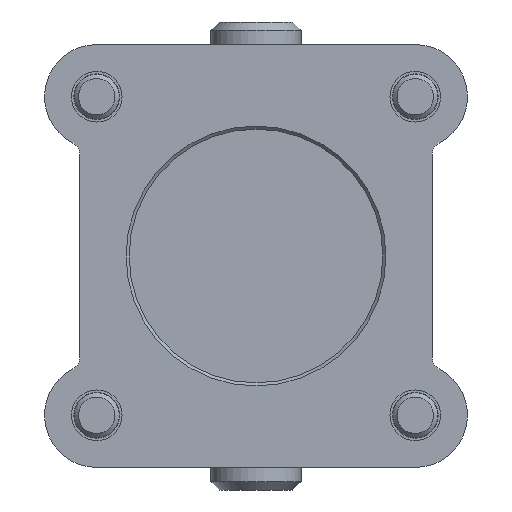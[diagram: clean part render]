
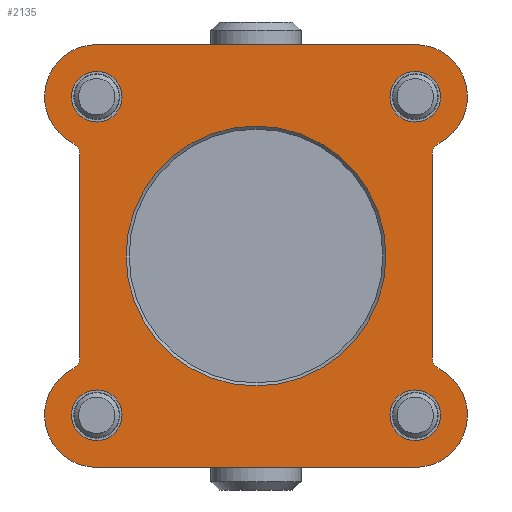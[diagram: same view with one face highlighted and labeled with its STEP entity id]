
A CAD part, front view. The second image highlights one B-rep face of the part: STEP entity #2135.
In plain terms, the highlighted planar face has unit normal (0, -1, 0).
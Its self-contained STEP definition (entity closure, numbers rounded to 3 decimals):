
#159=CIRCLE('',#2327,9.25);
#161=CIRCLE('',#2330,2.25);
#163=CIRCLE('',#2334,2.25);
#165=CIRCLE('',#2337,9.25);
#167=CIRCLE('',#2340,9.25);
#169=CIRCLE('',#2343,2.25);
#171=CIRCLE('',#2347,2.25);
#174=CIRCLE('',#2351,4.5);
#176=CIRCLE('',#2354,4.5);
#178=CIRCLE('',#2357,4.5);
#180=CIRCLE('',#2360,4.5);
#181=CIRCLE('',#2362,9.25);
#183=CIRCLE('',#2365,23.05);
#416=ORIENTED_EDGE('',*,*,#984,.F.);
#417=ORIENTED_EDGE('',*,*,#981,.T.);
#418=ORIENTED_EDGE('',*,*,#979,.T.);
#419=ORIENTED_EDGE('',*,*,#977,.T.);
#420=ORIENTED_EDGE('',*,*,#975,.T.);
#421=ORIENTED_EDGE('',*,*,#882,.F.);
#422=ORIENTED_EDGE('',*,*,#982,.F.);
#423=ORIENTED_EDGE('',*,*,#971,.T.);
#424=ORIENTED_EDGE('',*,*,#965,.F.);
#425=ORIENTED_EDGE('',*,*,#962,.T.);
#426=ORIENTED_EDGE('',*,*,#959,.F.);
#427=ORIENTED_EDGE('',*,*,#890,.F.);
#428=ORIENTED_EDGE('',*,*,#957,.F.);
#429=ORIENTED_EDGE('',*,*,#954,.T.);
#430=ORIENTED_EDGE('',*,*,#948,.F.);
#431=ORIENTED_EDGE('',*,*,#945,.T.);
#432=ORIENTED_EDGE('',*,*,#942,.F.);
#882=EDGE_CURVE('',#1179,#1180,#1387,.T.);
#890=EDGE_CURVE('',#1187,#1188,#1395,.T.);
#942=EDGE_CURVE('',#1180,#1231,#159,.T.);
#945=EDGE_CURVE('',#1233,#1231,#161,.T.);
#948=EDGE_CURVE('',#1233,#1235,#1431,.T.);
#954=EDGE_CURVE('',#1239,#1235,#163,.T.);
#957=EDGE_CURVE('',#1239,#1187,#165,.T.);
#959=EDGE_CURVE('',#1188,#1241,#167,.T.);
#962=EDGE_CURVE('',#1243,#1241,#169,.T.);
#965=EDGE_CURVE('',#1243,#1245,#1440,.T.);
#971=EDGE_CURVE('',#1249,#1245,#171,.T.);
#975=EDGE_CURVE('',#1252,#1252,#174,.T.);
#977=EDGE_CURVE('',#1254,#1254,#176,.T.);
#979=EDGE_CURVE('',#1256,#1256,#178,.T.);
#981=EDGE_CURVE('',#1258,#1258,#180,.T.);
#982=EDGE_CURVE('',#1249,#1179,#181,.T.);
#984=EDGE_CURVE('',#1259,#1259,#183,.T.);
#1179=VERTEX_POINT('',#3306);
#1180=VERTEX_POINT('',#3308);
#1187=VERTEX_POINT('',#3323);
#1188=VERTEX_POINT('',#3325);
#1231=VERTEX_POINT('',#3430);
#1233=VERTEX_POINT('',#3436);
#1235=VERTEX_POINT('',#3442);
#1239=VERTEX_POINT('',#3453);
#1241=VERTEX_POINT('',#3462);
#1243=VERTEX_POINT('',#3468);
#1245=VERTEX_POINT('',#3474);
#1249=VERTEX_POINT('',#3485);
#1252=VERTEX_POINT('',#3493);
#1254=VERTEX_POINT('',#3498);
#1256=VERTEX_POINT('',#3503);
#1258=VERTEX_POINT('',#3508);
#1259=VERTEX_POINT('',#3514);
#1387=LINE('',#3307,#1533);
#1395=LINE('',#3324,#1541);
#1431=LINE('',#3441,#1577);
#1440=LINE('',#3473,#1586);
#1533=VECTOR('',#2588,1000.);
#1541=VECTOR('',#2598,1000.);
#1577=VECTOR('',#2702,1000.);
#1586=VECTOR('',#2737,1000.);
#1708=EDGE_LOOP('',(#416));
#1709=EDGE_LOOP('',(#417));
#1710=EDGE_LOOP('',(#418));
#1711=EDGE_LOOP('',(#419));
#1712=EDGE_LOOP('',(#420));
#1713=EDGE_LOOP('',(#421,#422,#423,#424,#425,#426,#427,#428,#429,#430,#431,
#432));
#1894=FACE_BOUND('',#1708,.T.);
#1895=FACE_BOUND('',#1709,.T.);
#1896=FACE_BOUND('',#1710,.T.);
#1897=FACE_BOUND('',#1711,.T.);
#1898=FACE_BOUND('',#1712,.T.);
#1899=FACE_BOUND('',#1713,.T.);
#2061=PLANE('',#2364);
#2135=ADVANCED_FACE('',(#1894,#1895,#1896,#1897,#1898,#1899),#2061,.F.);
#2327=AXIS2_PLACEMENT_3D('',#3429,#2688,#2689);
#2330=AXIS2_PLACEMENT_3D('',#3435,#2695,#2696);
#2334=AXIS2_PLACEMENT_3D('',#3452,#2710,#2711);
#2337=AXIS2_PLACEMENT_3D('',#3458,#2717,#2718);
#2340=AXIS2_PLACEMENT_3D('',#3461,#2723,#2724);
#2343=AXIS2_PLACEMENT_3D('',#3467,#2730,#2731);
#2347=AXIS2_PLACEMENT_3D('',#3484,#2745,#2746);
#2351=AXIS2_PLACEMENT_3D('',#3492,#2754,#2755);
#2354=AXIS2_PLACEMENT_3D('',#3497,#2760,#2761);
#2357=AXIS2_PLACEMENT_3D('',#3502,#2766,#2767);
#2360=AXIS2_PLACEMENT_3D('',#3507,#2772,#2773);
#2362=AXIS2_PLACEMENT_3D('',#3510,#2776,#2777);
#2364=AXIS2_PLACEMENT_3D('',#3512,#2780,#2781);
#2365=AXIS2_PLACEMENT_3D('',#3513,#2782,#2783);
#2588=DIRECTION('',(-1.,0.,0.));
#2598=DIRECTION('',(1.,0.,0.));
#2688=DIRECTION('',(0.,1.,0.));
#2689=DIRECTION('',(1.,0.,0.));
#2695=DIRECTION('',(0.,1.,0.));
#2696=DIRECTION('',(1.,0.,0.));
#2702=DIRECTION('',(0.,0.,1.));
#2710=DIRECTION('',(0.,1.,0.));
#2711=DIRECTION('',(1.,0.,0.));
#2717=DIRECTION('',(0.,1.,0.));
#2718=DIRECTION('',(1.,0.,0.));
#2723=DIRECTION('',(0.,1.,0.));
#2724=DIRECTION('',(1.,0.,0.));
#2730=DIRECTION('',(0.,1.,0.));
#2731=DIRECTION('',(1.,0.,0.));
#2737=DIRECTION('',(0.,0.,-1.));
#2745=DIRECTION('',(0.,1.,0.));
#2746=DIRECTION('',(1.,0.,0.));
#2754=DIRECTION('',(0.,1.,0.));
#2755=DIRECTION('',(1.,0.,0.));
#2760=DIRECTION('',(0.,1.,0.));
#2761=DIRECTION('',(1.,0.,0.));
#2766=DIRECTION('',(0.,1.,0.));
#2767=DIRECTION('',(1.,0.,0.));
#2772=DIRECTION('',(0.,1.,0.));
#2773=DIRECTION('',(1.,0.,0.));
#2776=DIRECTION('',(0.,1.,0.));
#2777=DIRECTION('',(1.,0.,0.));
#2780=DIRECTION('',(0.,1.,0.));
#2781=DIRECTION('',(0.,0.,1.));
#2782=DIRECTION('',(0.,-1.,0.));
#2783=DIRECTION('',(0.,0.,-1.));
#3306=CARTESIAN_POINT('',(28.25,0.,-37.5));
#3307=CARTESIAN_POINT('',(28.25,0.,-37.5));
#3308=CARTESIAN_POINT('',(-28.25,0.,-37.5));
#3323=CARTESIAN_POINT('',(-28.25,0.,37.5));
#3324=CARTESIAN_POINT('',(-28.25,0.,37.5));
#3325=CARTESIAN_POINT('',(28.25,0.,37.5));
#3429=CARTESIAN_POINT('',(-28.25,0.,-28.25));
#3430=CARTESIAN_POINT('',(-32.491,0.,-20.03));
#3435=CARTESIAN_POINT('',(-33.523,0.,-18.03));
#3436=CARTESIAN_POINT('',(-31.273,0.,-18.03));
#3441=CARTESIAN_POINT('',(-31.273,0.,-18.03));
#3442=CARTESIAN_POINT('',(-31.273,0.,18.03));
#3452=CARTESIAN_POINT('',(-33.523,0.,18.03));
#3453=CARTESIAN_POINT('',(-32.491,0.,20.03));
#3458=CARTESIAN_POINT('',(-28.25,0.,28.25));
#3461=CARTESIAN_POINT('',(28.25,0.,28.25));
#3462=CARTESIAN_POINT('',(32.491,0.,20.03));
#3467=CARTESIAN_POINT('',(33.523,0.,18.03));
#3468=CARTESIAN_POINT('',(31.273,0.,18.03));
#3473=CARTESIAN_POINT('',(31.273,0.,18.03));
#3474=CARTESIAN_POINT('',(31.273,0.,-18.03));
#3484=CARTESIAN_POINT('',(33.523,0.,-18.03));
#3485=CARTESIAN_POINT('',(32.491,0.,-20.03));
#3492=CARTESIAN_POINT('',(28.25,0.,-28.25));
#3493=CARTESIAN_POINT('',(32.75,0.,-28.25));
#3497=CARTESIAN_POINT('',(28.25,0.,28.25));
#3498=CARTESIAN_POINT('',(32.75,0.,28.25));
#3502=CARTESIAN_POINT('',(-28.25,0.,-28.25));
#3503=CARTESIAN_POINT('',(-23.75,0.,-28.25));
#3507=CARTESIAN_POINT('',(-28.25,0.,28.25));
#3508=CARTESIAN_POINT('',(-23.75,0.,28.25));
#3510=CARTESIAN_POINT('',(28.25,0.,-28.25));
#3512=CARTESIAN_POINT('',(-28.25,0.,-28.25));
#3513=CARTESIAN_POINT('',(0.,0.,0.));
#3514=CARTESIAN_POINT('',(0.,0.,-23.05));
